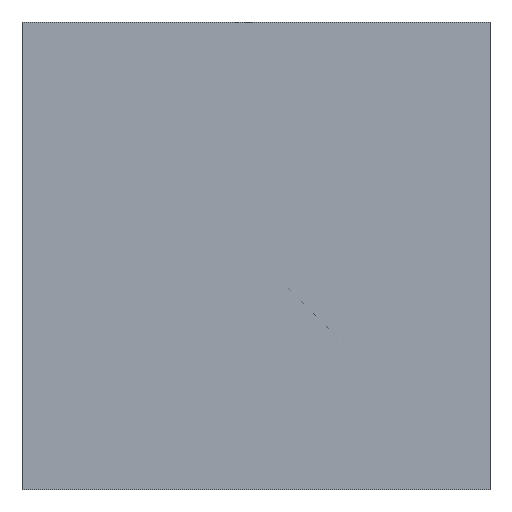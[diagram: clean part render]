
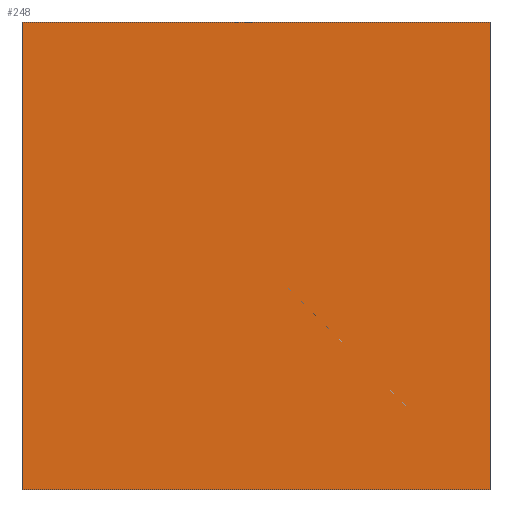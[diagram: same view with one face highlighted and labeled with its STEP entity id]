
A CAD part, left-side view. The second image highlights one B-rep face of the part: STEP entity #248.
In plain terms, the highlighted planar face has unit normal (-1, 0, 0).
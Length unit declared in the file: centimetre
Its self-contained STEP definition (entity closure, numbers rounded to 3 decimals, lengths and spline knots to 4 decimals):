
#132=VERTEX_POINT('',#965);
#133=VERTEX_POINT('',#967);
#135=VERTEX_POINT('',#973);
#136=VERTEX_POINT('',#975);
#148=EDGE_CURVE('',#133,#132,#465,.T.);
#151=EDGE_CURVE('',#132,#135,#468,.T.);
#152=EDGE_CURVE('',#136,#135,#469,.T.);
#153=EDGE_CURVE('',#136,#133,#470,.T.);
#175=ORIENTED_EDGE('',*,*,#151,.T.);
#176=ORIENTED_EDGE('',*,*,#152,.F.);
#177=ORIENTED_EDGE('',*,*,#153,.T.);
#178=ORIENTED_EDGE('',*,*,#148,.T.);
#216=EDGE_LOOP('',(#175,#176,#177,#178));
#234=FACE_BOUND('',#216,.T.);
#248=ADVANCED_FACE('',(#234),#702,.T.);
#465=LINE('',#966,#683);
#468=LINE('',#972,#686);
#469=LINE('',#974,#687);
#470=LINE('',#976,#688);
#639=AXIS2_PLACEMENT_3D('',#971,#814,$);
#683=VECTOR('',#811,1.);
#686=VECTOR('',#815,1.);
#687=VECTOR('',#816,1.);
#688=VECTOR('',#817,1.);
#702=PLANE('',#639);
#811=DIRECTION('',(0.,0.,1.));
#814=DIRECTION('',(-1.,0.,0.));
#815=DIRECTION('',(0.,1.,0.));
#816=DIRECTION('',(0.,0.,1.));
#817=DIRECTION('',(0.,-1.,0.));
#965=CARTESIAN_POINT('',(-5.525,0.,1.27));
#966=CARTESIAN_POINT('',(-5.525,0.,0.));
#967=CARTESIAN_POINT('',(-5.525,0.,0.));
#971=CARTESIAN_POINT('',(-5.525,0.635,0.));
#972=CARTESIAN_POINT('',(-5.525,1.27,1.27));
#973=CARTESIAN_POINT('',(-5.525,1.27,1.27));
#974=CARTESIAN_POINT('',(-5.525,1.27,0.));
#975=CARTESIAN_POINT('',(-5.525,1.27,0.));
#976=CARTESIAN_POINT('',(-5.525,1.27,0.));
